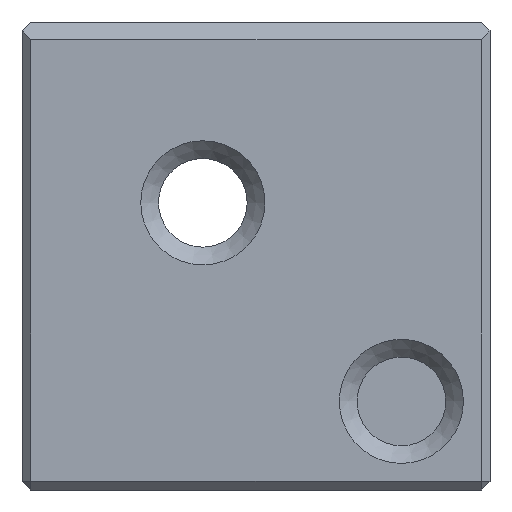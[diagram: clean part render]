
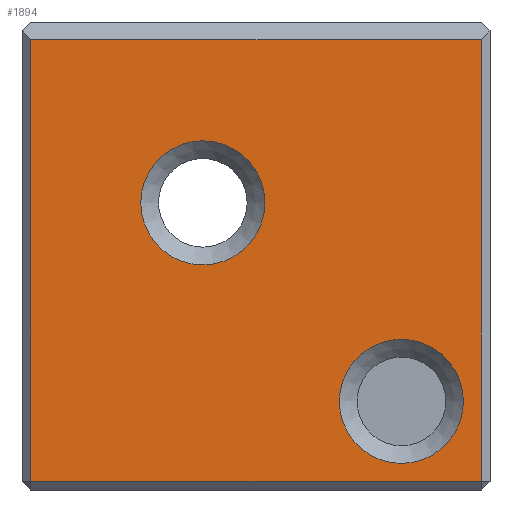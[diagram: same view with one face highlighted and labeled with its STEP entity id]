
A CAD part, front view. The second image highlights one B-rep face of the part: STEP entity #1894.
In plain terms, the highlighted planar face has unit normal (0, -1, 0).
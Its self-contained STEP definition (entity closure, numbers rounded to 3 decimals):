
#31=FACE_BOUND('',#296,.T.);
#32=FACE_BOUND('',#297,.T.);
#47=CIRCLE('',#2001,3.5);
#48=CIRCLE('',#2002,3.5);
#99=PLANE('',#2000);
#189=FACE_OUTER_BOUND('',#295,.T.);
#295=EDGE_LOOP('',(#1573,#1574,#1575,#1576));
#296=EDGE_LOOP('',(#1577));
#297=EDGE_LOOP('',(#1578));
#418=LINE('',#3192,#602);
#435=LINE('',#3245,#619);
#459=LINE('',#3294,#643);
#461=LINE('',#3297,#645);
#602=VECTOR('',#2175,10.);
#619=VECTOR('',#2218,10.);
#643=VECTOR('',#2258,10.);
#645=VECTOR('',#2262,10.);
#877=VERTEX_POINT('',#3189);
#878=VERTEX_POINT('',#3191);
#901=VERTEX_POINT('',#3244);
#918=VERTEX_POINT('',#3289);
#923=VERTEX_POINT('',#3326);
#924=VERTEX_POINT('',#3328);
#1104=EDGE_CURVE('',#877,#878,#418,.T.);
#1131=EDGE_CURVE('',#878,#901,#435,.T.);
#1155=EDGE_CURVE('',#901,#918,#459,.T.);
#1157=EDGE_CURVE('',#918,#877,#461,.T.);
#1174=EDGE_CURVE('',#923,#923,#47,.T.);
#1175=EDGE_CURVE('',#924,#924,#48,.T.);
#1573=ORIENTED_EDGE('',*,*,#1104,.F.);
#1574=ORIENTED_EDGE('',*,*,#1157,.F.);
#1575=ORIENTED_EDGE('',*,*,#1155,.F.);
#1576=ORIENTED_EDGE('',*,*,#1131,.F.);
#1577=ORIENTED_EDGE('',*,*,#1174,.F.);
#1578=ORIENTED_EDGE('',*,*,#1175,.F.);
#1894=ADVANCED_FACE('',(#189,#31,#32),#99,.F.);
#2000=AXIS2_PLACEMENT_3D('',#3325,#2293,#2294);
#2001=AXIS2_PLACEMENT_3D('',#3327,#2295,#2296);
#2002=AXIS2_PLACEMENT_3D('',#3329,#2297,#2298);
#2175=DIRECTION('',(1.,0.,0.));
#2218=DIRECTION('',(0.,0.,-1.));
#2258=DIRECTION('',(-1.,0.,0.));
#2262=DIRECTION('',(0.,0.,1.));
#2293=DIRECTION('center_axis',(0.,1.,0.));
#2294=DIRECTION('ref_axis',(0.,0.,1.));
#2295=DIRECTION('center_axis',(0.,-1.,0.));
#2296=DIRECTION('ref_axis',(1.,0.,0.));
#2297=DIRECTION('center_axis',(0.,-1.,0.));
#2298=DIRECTION('ref_axis',(1.,0.,0.));
#3189=CARTESIAN_POINT('',(-9.7,0.,9.2));
#3191=CARTESIAN_POINT('',(15.7,0.,9.2));
#3192=CARTESIAN_POINT('',(-3.6,0.,9.2));
#3244=CARTESIAN_POINT('',(15.7,0.,-15.7));
#3245=CARTESIAN_POINT('',(15.7,0.,3.6));
#3289=CARTESIAN_POINT('',(-9.7,0.,-15.7));
#3294=CARTESIAN_POINT('',(9.6,0.,-15.7));
#3297=CARTESIAN_POINT('',(-9.7,0.,-9.6));
#3325=CARTESIAN_POINT('Origin',(3.,0.,-3.));
#3326=CARTESIAN_POINT('',(-3.5,0.,0.));
#3327=CARTESIAN_POINT('Origin',(0.,0.,0.));
#3328=CARTESIAN_POINT('',(7.7,0.,-11.2));
#3329=CARTESIAN_POINT('Origin',(11.2,0.,-11.2));
